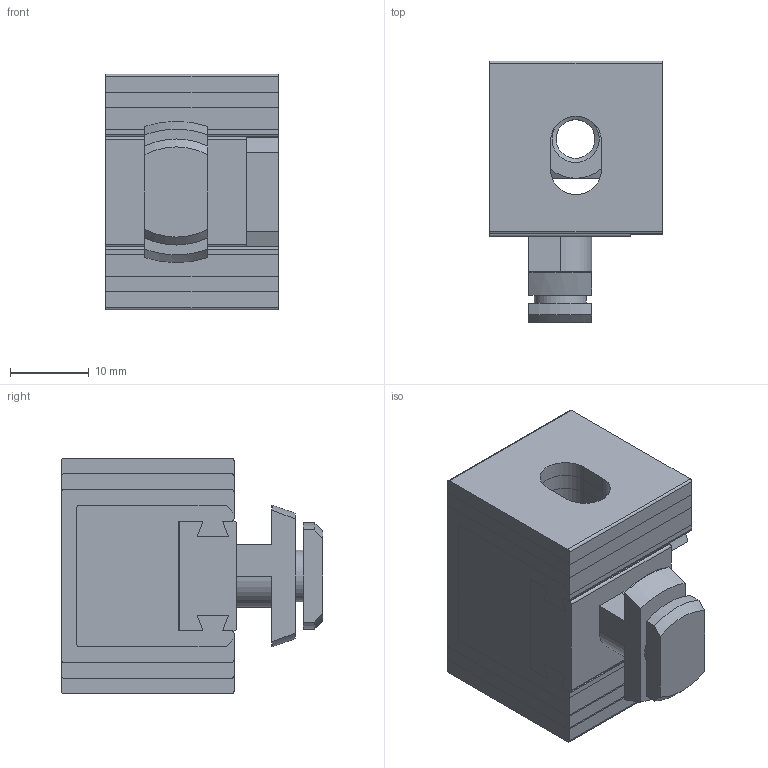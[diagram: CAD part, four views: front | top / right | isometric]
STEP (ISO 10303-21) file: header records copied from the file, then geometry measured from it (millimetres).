
FILE_DESCRIPTION(/* description */ ('Befestigungsblock Vario'),/* implementation_level */ '2;1');
FILE_NAME(/* name */ 'SZ1510S_A.stp',/* time_stamp */ '2015-11-19T09:44:01+01:00',/* author */ ('Marina Kaa'),/* organization */ (''),/* preprocessor_version */ 'ST-DEVELOPER v15.6',/* originating_system */ 'Autodesk Inventor 2015',/* authorisation */ '');
FILE_SCHEMA (('AUTOMOTIVE_DESIGN { 1 0 10303 214 3 1 1 }'));
Length unit declared in the file: millimetre
Products named in the file (7): MK7715111-A; MK7715100-A; DK0557060000_A; MK7715112-A; MK7715113-A; MK7715114-A; SZ1510S_A
Bounding box: 22 x 33.3 x 30 mm (x, y, z)
Volume: 19750.9 mm3; surface area: 16024.4 mm2
Topology: 7 solids, 7 shells, 218 faces, 592 edges, 393 vertices
Faces by surface type: plane 147, cylinder 61, cone 10
Full cylindrical faces by diameter (mm): 4.917 x1, 6.6 x1
Entity records: 7023 total; most frequent: CARTESIAN_POINT 1278, ORIENTED_EDGE 1176, DIRECTION 1161, EDGE_CURVE 587, LINE 435, VECTOR 435, VERTEX_POINT 392, AXIS2_PLACEMENT_3D 363
